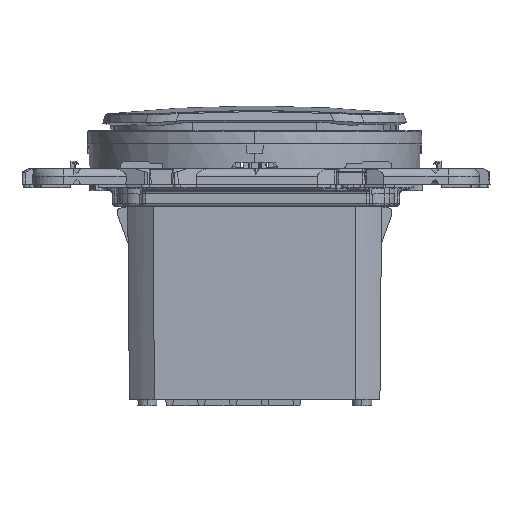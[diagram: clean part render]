
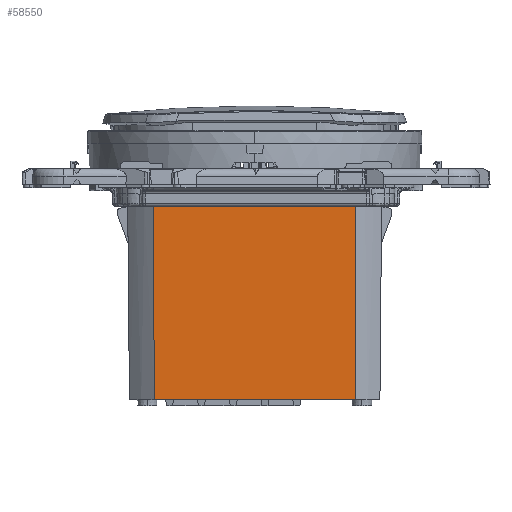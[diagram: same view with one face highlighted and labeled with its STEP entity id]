
A CAD part, left-side view. The second image highlights one B-rep face of the part: STEP entity #58550.
In plain terms, the highlighted planar face has unit normal (-1, 0, -0.009).
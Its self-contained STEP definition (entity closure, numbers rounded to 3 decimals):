
#58522=AXIS2_PLACEMENT_3D('Plane Axis2P3D',#58519,#58520,#58521) ;
#58488=CARTESIAN_POINT('Vertex',(-10.794,-15.714,-55.011)) ;
#58503=CARTESIAN_POINT('Vertex',(-11.061,-15.8,-24.411)) ;
#58507=CARTESIAN_POINT('Control Point',(-10.794,-15.714,-55.011)) ;
#58508=CARTESIAN_POINT('Control Point',(-10.883,-15.743,-44.811)) ;
#58509=CARTESIAN_POINT('Control Point',(-10.972,-15.772,-34.611)) ;
#58510=CARTESIAN_POINT('Control Point',(-11.061,-15.8,-24.411)) ;
#58519=CARTESIAN_POINT('Axis2P3D Location',(-11.1,0.21,-19.911)) ;
#58524=CARTESIAN_POINT('Line Origine',(-10.794,0.21,-55.011)) ;
#58528=CARTESIAN_POINT('Vertex',(-10.794,16.134,-55.011)) ;
#58531=CARTESIAN_POINT('Line Origine',(-11.061,0.21,-24.411)) ;
#58535=CARTESIAN_POINT('Vertex',(-11.061,16.22,-24.411)) ;
#58539=CARTESIAN_POINT('Control Point',(-11.061,16.22,-24.411)) ;
#58540=CARTESIAN_POINT('Control Point',(-10.972,16.191,-34.611)) ;
#58541=CARTESIAN_POINT('Control Point',(-10.883,16.162,-44.811)) ;
#58542=CARTESIAN_POINT('Control Point',(-10.794,16.134,-55.011)) ;
#58520=DIRECTION('Axis2P3D Direction',(1.,0.,0.009)) ;
#58521=DIRECTION('Axis2P3D XDirection',(0.,1.,0.)) ;
#58525=DIRECTION('Vector Direction',(0.,1.,0.)) ;
#58532=DIRECTION('Vector Direction',(0.,1.,0.)) ;
#58526=VECTOR('Line Direction',#58525,1.) ;
#58533=VECTOR('Line Direction',#58532,1.) ;
#58545=ORIENTED_EDGE('',*,*,#58530,.F.) ;
#58546=ORIENTED_EDGE('',*,*,#58511,.F.) ;
#58547=ORIENTED_EDGE('',*,*,#58537,.F.) ;
#58548=ORIENTED_EDGE('',*,*,#58543,.T.) ;
#58550=ADVANCED_FACE('A021742_B .1\\EG03064_A.1.1\\Corps principal',(#58549),#58523,.F.) ;
#58506=B_SPLINE_CURVE_WITH_KNOTS('',3,(#58507,#58508,#58509,#58510),.UNSPECIFIED.,.F.,.U.,(4,4),(0.,43.277),.UNSPECIFIED.) ;
#58538=B_SPLINE_CURVE_WITH_KNOTS('',3,(#58539,#58540,#58541,#58542),.UNSPECIFIED.,.F.,.U.,(4,4),(0.,43.277),.UNSPECIFIED.) ;
#58511=EDGE_CURVE('',#58504,#58489,#58506,.F.) ;
#58530=EDGE_CURVE('',#58489,#58529,#58527,.T.) ;
#58537=EDGE_CURVE('',#58536,#58504,#58534,.F.) ;
#58543=EDGE_CURVE('',#58536,#58529,#58538,.T.) ;
#58544=EDGE_LOOP('',(#58545,#58546,#58547,#58548)) ;
#58549=FACE_OUTER_BOUND('',#58544,.T.) ;
#58527=LINE('Line',#58524,#58526) ;
#58534=LINE('Line',#58531,#58533) ;
#58523=PLANE('',#58522) ;
#58489=VERTEX_POINT('',#58488) ;
#58504=VERTEX_POINT('',#58503) ;
#58529=VERTEX_POINT('',#58528) ;
#58536=VERTEX_POINT('',#58535) ;
